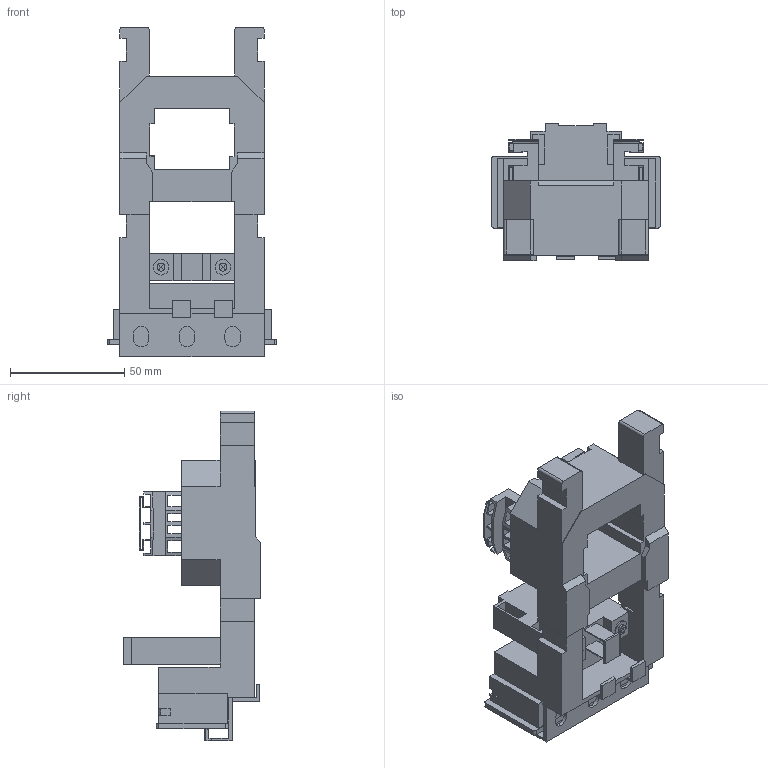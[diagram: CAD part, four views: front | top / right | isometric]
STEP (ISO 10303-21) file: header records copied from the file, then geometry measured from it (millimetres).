
FILE_DESCRIPTION (( 'STEP AP203' ), '1' );
FILE_NAME ('BLX1FF162.STEP', '2016-01-18T13:22:49', ( '' ), ( '' ), 'SwSTEP 2.0', 'SolidWorks 2013', '' );
FILE_SCHEMA (( 'CONFIG_CONTROL_DESIGN' ));
Length unit declared in the file: millimetre
Products named in the file (1): BLX1FF162
Bounding box: 73.85 x 60.15 x 144 mm (x, y, z)
Volume: 176440.8 mm3; surface area: 54260 mm2
Topology: 2 solids, 2 shells, 445 faces, 1307 edges, 866 vertices
Faces by surface type: plane 402, cylinder 43
Entity records: 14670 total; most frequent: CARTESIAN_POINT 2667, ORIENTED_EDGE 2614, DIRECTION 2269, EDGE_CURVE 1307, LINE 1205, VECTOR 1205, VERTEX_POINT 866, AXIS2_PLACEMENT_3D 532
